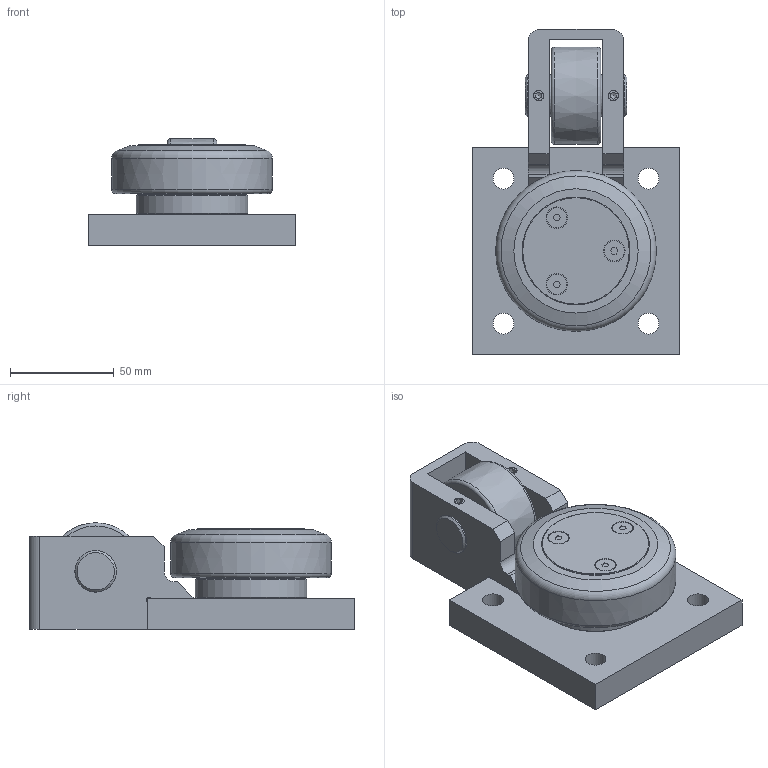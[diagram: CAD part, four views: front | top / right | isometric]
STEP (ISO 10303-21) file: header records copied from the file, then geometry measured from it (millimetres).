
FILE_DESCRIPTION(/* description */ ('-','CAx-IF Rec.Pracs.---Representation and Presentation of Product Manufacturing Information (PMI)---4.0---2014-10-13'),/* implementation_level */ '2;1');
FILE_NAME(/* name */ '069d9f2f-10b3-4b63-b515-0e3a185dbf3e.stp',/* time_stamp */ '2020-04-01T16:24:47+02:00',/* author */ ('-'),/* organization */ ('NTI CADcenter A/S'),/* preprocessor_version */ 'ST-DEVELOPER v18',/* originating_system */ 'Autodesk Inventor 2020',/* authorisation */ '-');
FILE_SCHEMA (('AP242_MANAGED_MODEL_BASED_3D_ENGINEERING_MIM_LF { 1 0 10303 442 1 1 4 }'));
Length unit declared in the file: millimetre
Products named in the file (1): STR 080.6200_Kontur
Bounding box: 100 x 157 x 51.5 mm (x, y, z)
Volume: 372120.7 mm3; surface area: 64999.8 mm2
Topology: 2 solids, 2 shells, 129 faces, 344 edges, 237 vertices
Faces by surface type: plane 74, cylinder 30, cone 17, torus 6, bspline 2
Full cylindrical faces by diameter (mm): 4.917 x5, 9.75 x3, 10.106 x4, 10.4 x3, 20 x4, 20.1 x2, 52 x2, 54 x1
Entity records: 4255 total; most frequent: CARTESIAN_POINT 853, DIRECTION 717, ORIENTED_EDGE 684, EDGE_CURVE 342, AXIS2_PLACEMENT_3D 263, VERTEX_POINT 237, LINE 191, VECTOR 191
